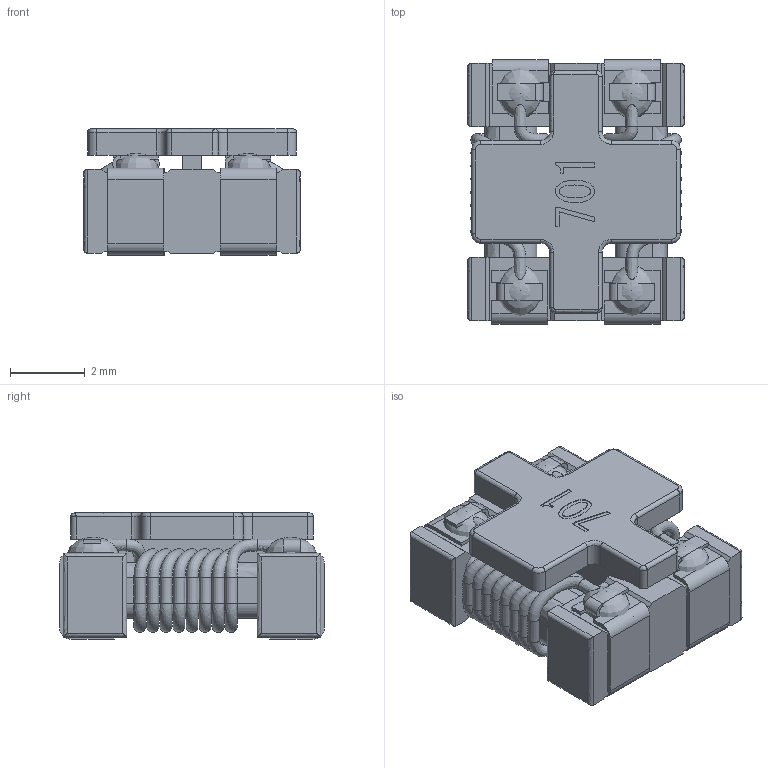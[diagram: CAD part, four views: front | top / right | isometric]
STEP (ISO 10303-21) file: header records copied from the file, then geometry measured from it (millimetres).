
FILE_DESCRIPTION( ('This file contains a STEP AP42 implementation' ,'as created by ZW3D STEP Interface translator.') ,'2;1' );
FILE_NAME( 'AQF7035.stp' ,'20 6 8.141825', (''), ('ZWCAD Software Co.'), 'Version 1.0', 'ZW3D to STEP translator', '' );
FILE_SCHEMA( ('CONFIG_CONTROL_DESIGN') );
Length unit declared in the file: millimetre
Products named in the file (5): 0; AQF7035 3D (NEW); AQF  7035 CORE; AQF7035 CLIP; AQF7035 CASE
Assembly tree (6 placements, depth 2):
  0
  AQF7035 3D (NEW)
    AQF  7035 CORE
    AQF7035 CLIP  x4
    AQF7035 CASE
Bounding box: 5.8 x 7.1 x 3.38 mm (x, y, z)
Volume: 20.7 mm3; surface area: 384.3 mm2
Topology: 5 solids, 6 shells, 404 faces, 1056 edges, 654 vertices
Faces by surface type: bspline 404
Entity records: 21013 total; most frequent: CARTESIAN_POINT 15789, ORIENTED_EDGE 1676, EDGE_CURVE 840, B_SPLINE_CURVE_WITH_KNOTS 538, VERTEX_POINT 522, EDGE_LOOP 351, FACE_OUTER_BOUND 320, ADVANCED_FACE 320
